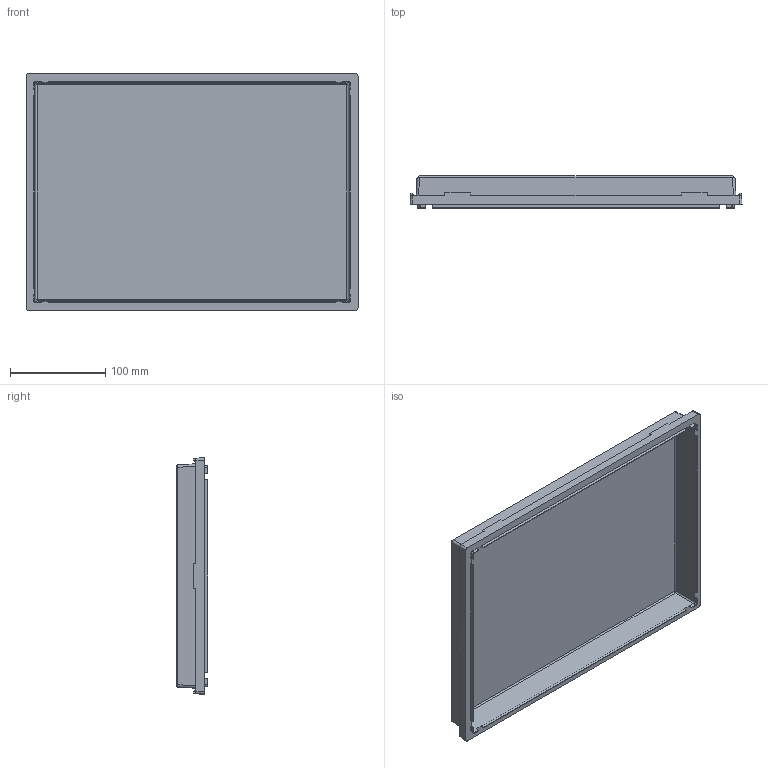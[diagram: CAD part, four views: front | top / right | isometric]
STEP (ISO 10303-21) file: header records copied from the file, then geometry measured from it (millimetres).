
FILE_DESCRIPTION (( 'STEP AP214' ), '1' );
FILE_NAME ('FIBOX_CAB_2535C.STEP', '2012-01-02T12:27:20', ( 'KennethW' ), ( 'Microsoft' ), 'SwSTEP 2.0', 'SolidWorks 2011', '' );
FILE_SCHEMA (( 'AUTOMOTIVE_DESIGN' ));
Length unit declared in the file: millimetre
Products named in the file (1): FIBOX_CAB_2535C
Bounding box: 348 x 33.5 x 248 mm (x, y, z)
Volume: 391712.7 mm3; surface area: 239332 mm2
Topology: 1 solids, 1 shells, 127 faces, 352 edges, 228 vertices
Faces by surface type: plane 89, cylinder 26, bspline 4, sphere 4, cone 4
Entity records: 4316 total; most frequent: CARTESIAN_POINT 1132, ORIENTED_EDGE 704, DIRECTION 584, EDGE_CURVE 352, VECTOR 272, LINE 272, VERTEX_POINT 228, AXIS2_PLACEMENT_3D 156
